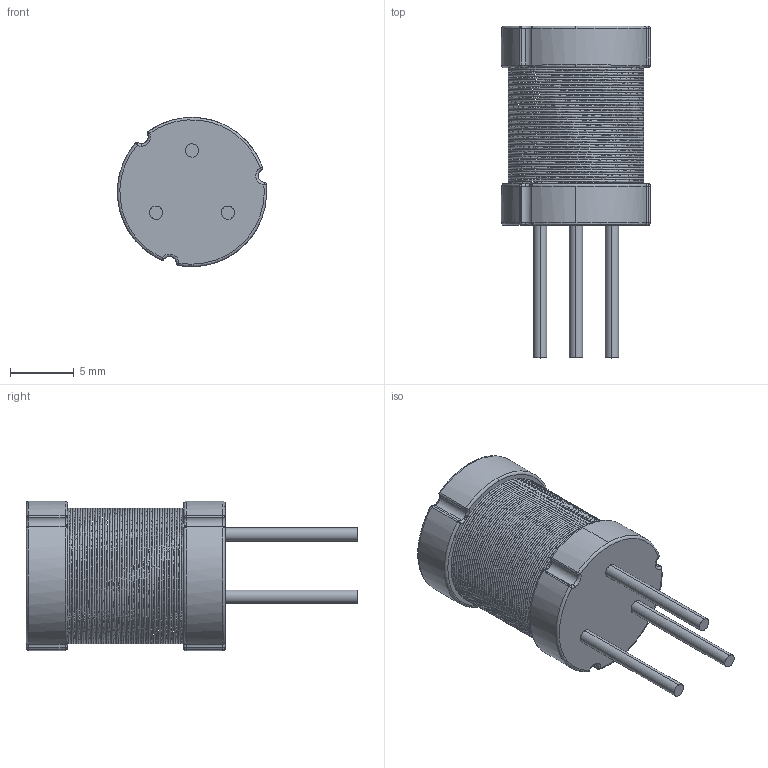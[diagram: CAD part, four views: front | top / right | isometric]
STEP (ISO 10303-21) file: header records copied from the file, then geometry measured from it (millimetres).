
FILE_DESCRIPTION(('FreeCAD Model'),'2;1');
FILE_NAME('Open CASCADE Shape Model','2025-04-29T10:23:12',('FreeCAD'),( 'FreeCAD'),'Open CASCADE STEP processor 7.6','FreeCAD','Unknown');
FILE_SCHEMA(('AUTOMOTIVE_DESIGN { 1 0 10303 214 1 1 1 1 }'));
Products named in the file (1): Open CASCADE STEP translator 7.6 1
Bounding box: 11.74 x 26.1 x 11.74 mm (x, y, z)
Volume: 944.6 mm3; surface area: 1567.1 mm2
Topology: 1 solids, 1 shells, 114 faces, 273 edges, 142 vertices
Faces by surface type: bspline 114
Entity records: 34984 total; most frequent: CARTESIAN_POINT 33597, ORIENTED_EDGE 498, EDGE_CURVE 249, VERTEX_POINT 142, FACE_BOUND 123, EDGE_LOOP 123, ADVANCED_FACE 114, B_SPLINE_CURVE_WITH_KNOTS 112
